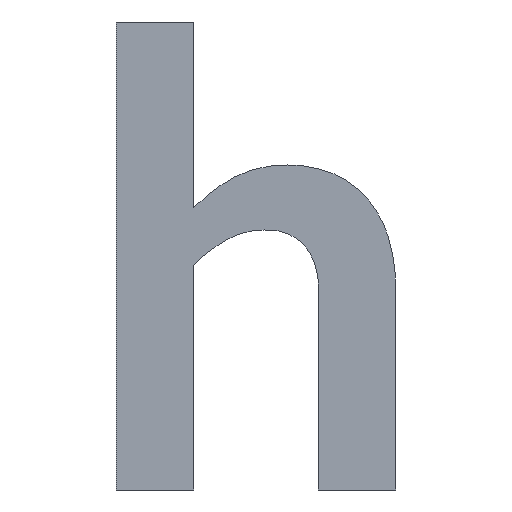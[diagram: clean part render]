
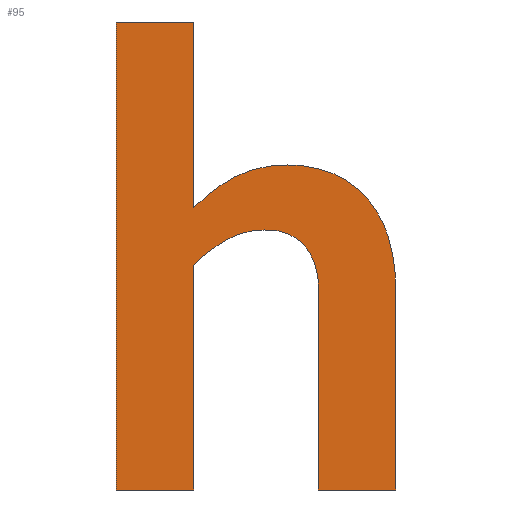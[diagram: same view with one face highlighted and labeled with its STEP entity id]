
A CAD part, front view. The second image highlights one B-rep face of the part: STEP entity #95.
In plain terms, the highlighted planar face has unit normal (0, -1, 0).
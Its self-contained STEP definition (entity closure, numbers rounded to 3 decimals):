
#12=LINE('',#149,#20);
#13=LINE('',#151,#21);
#14=LINE('',#153,#22);
#15=LINE('',#155,#23);
#16=LINE('',#157,#24);
#17=LINE('',#167,#25);
#18=LINE('',#169,#26);
#19=LINE('',#171,#27);
#20=VECTOR('',#118,1000.);
#21=VECTOR('',#119,1000.);
#22=VECTOR('',#120,1000.);
#23=VECTOR('',#121,1000.);
#24=VECTOR('',#122,1000.);
#25=VECTOR('',#131,1000.);
#26=VECTOR('',#132,1000.);
#27=VECTOR('',#133,1000.);
#28=ORIENTED_EDGE('',*,*,#46,.F.);
#29=ORIENTED_EDGE('',*,*,#47,.F.);
#30=ORIENTED_EDGE('',*,*,#48,.F.);
#31=ORIENTED_EDGE('',*,*,#49,.F.);
#32=ORIENTED_EDGE('',*,*,#50,.F.);
#33=ORIENTED_EDGE('',*,*,#51,.F.);
#34=ORIENTED_EDGE('',*,*,#52,.F.);
#35=ORIENTED_EDGE('',*,*,#53,.F.);
#36=ORIENTED_EDGE('',*,*,#54,.F.);
#37=ORIENTED_EDGE('',*,*,#55,.F.);
#38=ORIENTED_EDGE('',*,*,#56,.F.);
#39=ORIENTED_EDGE('',*,*,#57,.F.);
#40=ORIENTED_EDGE('',*,*,#58,.F.);
#41=ORIENTED_EDGE('',*,*,#59,.F.);
#42=ORIENTED_EDGE('',*,*,#60,.F.);
#43=ORIENTED_EDGE('',*,*,#61,.F.);
#44=ORIENTED_EDGE('',*,*,#62,.F.);
#45=ORIENTED_EDGE('',*,*,#63,.F.);
#46=EDGE_CURVE('',#64,#65,#82,.T.);
#47=EDGE_CURVE('',#66,#64,#12,.T.);
#48=EDGE_CURVE('',#67,#66,#13,.T.);
#49=EDGE_CURVE('',#68,#67,#14,.T.);
#50=EDGE_CURVE('',#69,#68,#15,.T.);
#51=EDGE_CURVE('',#70,#69,#16,.T.);
#52=EDGE_CURVE('',#71,#70,#83,.T.);
#53=EDGE_CURVE('',#72,#71,#84,.T.);
#54=EDGE_CURVE('',#73,#72,#85,.T.);
#55=EDGE_CURVE('',#74,#73,#86,.T.);
#56=EDGE_CURVE('',#75,#74,#17,.T.);
#57=EDGE_CURVE('',#76,#75,#18,.T.);
#58=EDGE_CURVE('',#77,#76,#19,.T.);
#59=EDGE_CURVE('',#78,#77,#87,.T.);
#60=EDGE_CURVE('',#79,#78,#88,.T.);
#61=EDGE_CURVE('',#80,#79,#89,.T.);
#62=EDGE_CURVE('',#81,#80,#90,.T.);
#63=EDGE_CURVE('',#65,#81,#91,.T.);
#64=VERTEX_POINT('',#147);
#65=VERTEX_POINT('',#148);
#66=VERTEX_POINT('',#150);
#67=VERTEX_POINT('',#152);
#68=VERTEX_POINT('',#154);
#69=VERTEX_POINT('',#156);
#70=VERTEX_POINT('',#158);
#71=VERTEX_POINT('',#160);
#72=VERTEX_POINT('',#162);
#73=VERTEX_POINT('',#164);
#74=VERTEX_POINT('',#166);
#75=VERTEX_POINT('',#168);
#76=VERTEX_POINT('',#170);
#77=VERTEX_POINT('',#172);
#78=VERTEX_POINT('',#174);
#79=VERTEX_POINT('',#176);
#80=VERTEX_POINT('',#178);
#81=VERTEX_POINT('',#180);
#82=CIRCLE('',#102,0.406);
#83=CIRCLE('',#103,0.335);
#84=CIRCLE('',#104,0.186);
#85=CIRCLE('',#105,0.126);
#86=CIRCLE('',#106,0.165);
#87=CIRCLE('',#107,0.393);
#88=CIRCLE('',#108,0.272);
#89=CIRCLE('',#109,0.224);
#90=CIRCLE('',#110,0.283);
#91=CIRCLE('',#111,0.274);
#92=EDGE_LOOP('',(#28,#29,#30,#31,#32,#33,#34,#35,#36,#37,#38,#39,#40,#41,
#42,#43,#44,#45));
#93=FACE_BOUND('',#92,.T.);
#94=PLANE('',#101);
#95=ADVANCED_FACE('',(#93),#94,.T.);
#101=AXIS2_PLACEMENT_3D('',#145,#114,#115);
#102=AXIS2_PLACEMENT_3D('',#146,#116,#117);
#103=AXIS2_PLACEMENT_3D('',#159,#123,#124);
#104=AXIS2_PLACEMENT_3D('',#161,#125,#126);
#105=AXIS2_PLACEMENT_3D('',#163,#127,#128);
#106=AXIS2_PLACEMENT_3D('',#165,#129,#130);
#107=AXIS2_PLACEMENT_3D('',#173,#134,#135);
#108=AXIS2_PLACEMENT_3D('',#175,#136,#137);
#109=AXIS2_PLACEMENT_3D('',#177,#138,#139);
#110=AXIS2_PLACEMENT_3D('',#179,#140,#141);
#111=AXIS2_PLACEMENT_3D('',#181,#142,#143);
#114=DIRECTION('',(0.,-1.,0.));
#115=DIRECTION('',(1.,0.,0.));
#116=DIRECTION('',(0.,1.,0.));
#117=DIRECTION('',(-0.718,0.,0.696));
#118=DIRECTION('',(0.,0.,-1.));
#119=DIRECTION('',(1.,0.,0.));
#120=DIRECTION('',(0.,0.,1.));
#121=DIRECTION('',(-1.,0.,0.));
#122=DIRECTION('',(0.,0.,-1.));
#123=DIRECTION('',(0.,-1.,0.));
#124=DIRECTION('',(-0.488,0.,0.873));
#125=DIRECTION('',(0.,-1.,0.));
#126=DIRECTION('',(0.003,0.,1.));
#127=DIRECTION('',(0.,-1.,0.));
#128=DIRECTION('',(0.727,0.,0.687));
#129=DIRECTION('',(0.,-1.,0.));
#130=DIRECTION('',(0.998,0.,-0.061));
#131=DIRECTION('',(0.,0.,1.));
#132=DIRECTION('',(-1.,0.,0.));
#133=DIRECTION('',(0.,0.,-1.));
#134=DIRECTION('',(0.,1.,0.));
#135=DIRECTION('',(0.955,0.,0.295));
#136=DIRECTION('',(0.,1.,0.));
#137=DIRECTION('',(0.769,0.,0.639));
#138=DIRECTION('',(0.,1.,0.));
#139=DIRECTION('',(0.394,0.,0.919));
#140=DIRECTION('',(0.,1.,0.));
#141=DIRECTION('',(-0.018,0.,1.));
#142=DIRECTION('',(0.,1.,0.));
#143=DIRECTION('',(-0.452,0.,0.892));
#145=CARTESIAN_POINT('',(1.916,0.,0.695));
#146=CARTESIAN_POINT('',(2.207,0.,0.412));
#147=CARTESIAN_POINT('',(1.916,0.,0.695));
#148=CARTESIAN_POINT('',(2.017,0.,0.771));
#149=CARTESIAN_POINT('',(1.916,0.,1.152));
#150=CARTESIAN_POINT('',(1.916,0.,1.152));
#151=CARTESIAN_POINT('',(1.726,0.,1.152));
#152=CARTESIAN_POINT('',(1.726,0.,1.152));
#153=CARTESIAN_POINT('',(1.726,0.,0.));
#154=CARTESIAN_POINT('',(1.726,0.,0.));
#155=CARTESIAN_POINT('',(1.916,0.,0.));
#156=CARTESIAN_POINT('',(1.916,0.,0.));
#157=CARTESIAN_POINT('',(1.916,0.,0.552));
#158=CARTESIAN_POINT('',(1.916,0.,0.552));
#159=CARTESIAN_POINT('',(2.16,0.,0.324));
#160=CARTESIAN_POINT('',(1.997,0.,0.616));
#161=CARTESIAN_POINT('',(2.088,0.,0.454));
#162=CARTESIAN_POINT('',(2.089,0.,0.64));
#163=CARTESIAN_POINT('',(2.098,0.,0.515));
#164=CARTESIAN_POINT('',(2.19,0.,0.601));
#165=CARTESIAN_POINT('',(2.058,0.,0.502));
#166=CARTESIAN_POINT('',(2.223,0.,0.492));
#167=CARTESIAN_POINT('',(2.223,0.,0.));
#168=CARTESIAN_POINT('',(2.223,0.,0.));
#169=CARTESIAN_POINT('',(2.413,0.,0.));
#170=CARTESIAN_POINT('',(2.413,0.,0.));
#171=CARTESIAN_POINT('',(2.413,0.,0.502));
#172=CARTESIAN_POINT('',(2.413,0.,0.502));
#173=CARTESIAN_POINT('',(2.019,0.,0.506));
#174=CARTESIAN_POINT('',(2.395,0.,0.622));
#175=CARTESIAN_POINT('',(2.135,0.,0.543));
#176=CARTESIAN_POINT('',(2.344,0.,0.717));
#177=CARTESIAN_POINT('',(2.173,0.,0.572));
#178=CARTESIAN_POINT('',(2.261,0.,0.778));
#179=CARTESIAN_POINT('',(2.152,0.,0.517));
#180=CARTESIAN_POINT('',(2.147,0.,0.8));
#181=CARTESIAN_POINT('',(2.14,0.,0.526));
